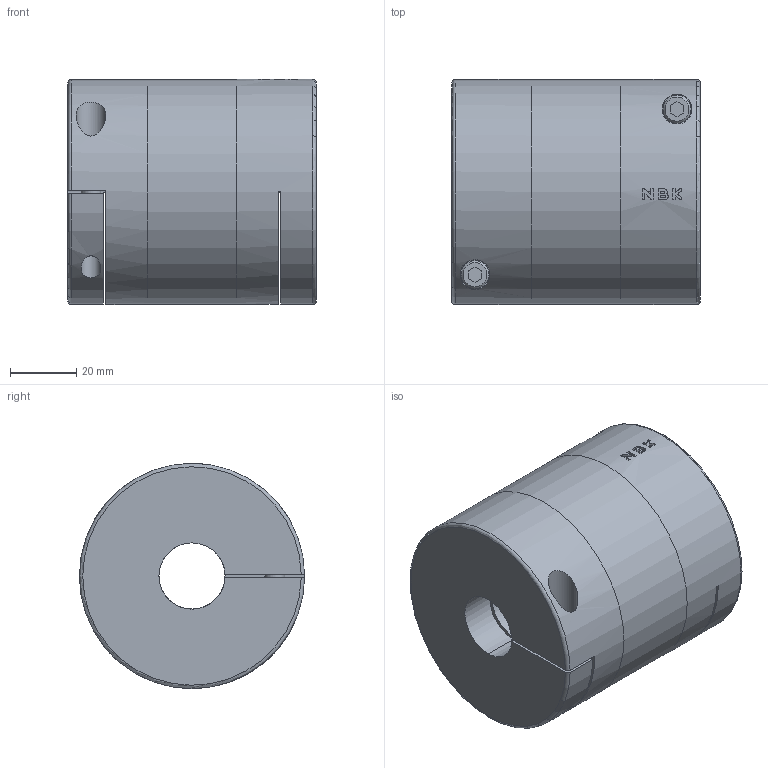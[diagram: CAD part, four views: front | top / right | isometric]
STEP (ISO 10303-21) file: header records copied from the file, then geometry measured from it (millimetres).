
FILE_DESCRIPTION(/* description */ ('STEP AP214'),/* implementation_level */ '2;1');
FILE_NAME(/* name */ 'XGT2-68C-20-20',/* time_stamp */ '2024-06-05T08:29:00+02:00',/* author */ ('License CC BY-ND 4.0'),/* organization */ ('CADENAS'),/* preprocessor_version */ 'ST-DEVELOPER v19.3',/* originating_system */ 'PARTsolutions',/* authorisation */ ' ');
FILE_SCHEMA (('AUTOMOTIVE_DESIGN {1 0 10303 214 3 1 1}'));
Length unit declared in the file: millimetre
Products named in the file (4): XGT2-68C-20-20; XGT2-68C - 20-20 - Hub 1; XGT2-68C - 20-20 - Anti-Vibration Rubber; XGT2-68C - 20-20 - Hub 2
Assembly tree (3 placements, depth 2):
  XGT2-68C-20-20
    XGT2-68C - 20-20 - Hub 1
    XGT2-68C - 20-20 - Anti-Vibration Rubber
    XGT2-68C - 20-20 - Hub 2
Bounding box: 75 x 68 x 68 mm (x, y, z)
Volume: 242280.6 mm3; surface area: 49610.3 mm2
Topology: 3 solids, 3 shells, 105 faces, 271 edges, 180 vertices
Faces by surface type: plane 71, cylinder 28, cone 4, torus 2
Full cylindrical faces by diameter (mm): 6 x4, 8.5 x2, 9 x2, 20 x2, 21 x1, 68 x3
Entity records: 3064 total; most frequent: CARTESIAN_POINT 617, DIRECTION 484, ORIENTED_EDGE 452, EDGE_CURVE 226, AXIS2_PLACEMENT_3D 169, VERTEX_POINT 160, LINE 146, VECTOR 146
